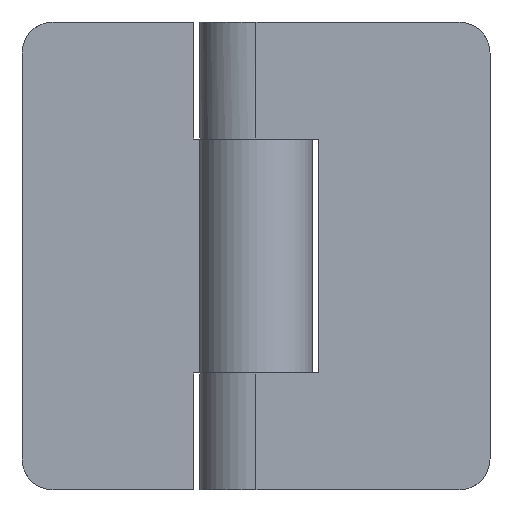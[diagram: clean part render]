
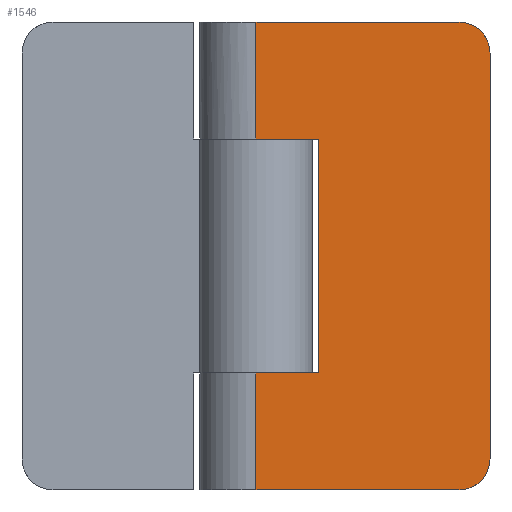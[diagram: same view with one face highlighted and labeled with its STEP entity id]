
A CAD part, front view. The second image highlights one B-rep face of the part: STEP entity #1546.
In plain terms, the highlighted free-form (B-spline) face has degree [1, 1] with [2, 2] control points.
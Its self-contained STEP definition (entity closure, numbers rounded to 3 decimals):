
#985=CARTESIAN_POINT('',(15.,-3.6,28.0));
#986=VERTEX_POINT('',#985);
#987=CARTESIAN_POINT('',(13.,-3.6,30.0));
#988=VERTEX_POINT('',#987);
#989=CARTESIAN_POINT('',(15.,-3.6,28.0));
#990=CARTESIAN_POINT('',(15.,-3.6,30.));
#991=CARTESIAN_POINT('',(13.,-3.6,30.0));
#999=(BOUNDED_CURVE()B_SPLINE_CURVE(2,(#989,#990,#991),.UNSPECIFIED.,.F.,.U.)CURVE()GEOMETRIC_REPRESENTATION_ITEM()QUASI_UNIFORM_CURVE()RATIONAL_B_SPLINE_CURVE((1.0,0.707,1.0))REPRESENTATION_ITEM(''));
#1000=EDGE_CURVE('',#986,#988,#999,.T.);
#1046=CARTESIAN_POINT('',(13.,-3.6,0.0));
#1047=VERTEX_POINT('',#1046);
#1048=CARTESIAN_POINT('',(15.,-3.6,2.0));
#1049=VERTEX_POINT('',#1048);
#1050=CARTESIAN_POINT('',(13.,-3.6,0.0));
#1051=CARTESIAN_POINT('',(15.,-3.6,0.0));
#1052=CARTESIAN_POINT('',(15.,-3.6,2.0));
#1060=(BOUNDED_CURVE()B_SPLINE_CURVE(2,(#1050,#1051,#1052),.UNSPECIFIED.,.F.,.U.)CURVE()GEOMETRIC_REPRESENTATION_ITEM()QUASI_UNIFORM_CURVE()RATIONAL_B_SPLINE_CURVE((1.0,0.707,1.0))REPRESENTATION_ITEM(''));
#1061=EDGE_CURVE('',#1047,#1049,#1060,.T.);
#1098=CARTESIAN_POINT('',(4.,-3.6,7.5));
#1099=VERTEX_POINT('',#1098);
#1100=CARTESIAN_POINT('',(0.,-3.6,7.5));
#1101=VERTEX_POINT('',#1100);
#1102=CARTESIAN_POINT('',(4.,-3.6,7.5));
#1103=CARTESIAN_POINT('',(0.,-3.6,7.5));
#1104=QUASI_UNIFORM_CURVE('',1,(#1102,#1103),.UNSPECIFIED.,.F.,.U.);
#1105=EDGE_CURVE('',#1099,#1101,#1104,.T.);
#1178=CARTESIAN_POINT('',(0.,-3.6,22.5));
#1179=VERTEX_POINT('',#1178);
#1234=CARTESIAN_POINT('',(4.,-3.6,22.5));
#1235=VERTEX_POINT('',#1234);
#1241=CARTESIAN_POINT('',(0.,-3.6,22.5));
#1242=CARTESIAN_POINT('',(4.,-3.6,22.5));
#1243=QUASI_UNIFORM_CURVE('',1,(#1241,#1242),.UNSPECIFIED.,.F.,.U.);
#1244=EDGE_CURVE('',#1179,#1235,#1243,.T.);
#1260=CARTESIAN_POINT('',(4.,-3.6,22.5));
#1261=CARTESIAN_POINT('',(4.,-3.6,7.5));
#1262=QUASI_UNIFORM_CURVE('',1,(#1260,#1261),.UNSPECIFIED.,.F.,.U.);
#1263=EDGE_CURVE('',#1235,#1099,#1262,.T.);
#1282=CARTESIAN_POINT('',(0.,-3.6,0.0));
#1283=VERTEX_POINT('',#1282);
#1284=CARTESIAN_POINT('',(0.,-3.6,0.0));
#1285=CARTESIAN_POINT('',(13.,-3.6,0.0));
#1286=QUASI_UNIFORM_CURVE('',1,(#1284,#1285),.UNSPECIFIED.,.F.,.U.);
#1287=EDGE_CURVE('',#1283,#1047,#1286,.T.);
#1344=CARTESIAN_POINT('',(0.,-3.6,30.0));
#1345=VERTEX_POINT('',#1344);
#1346=CARTESIAN_POINT('',(0.,-3.6,30.0));
#1347=CARTESIAN_POINT('',(13.,-3.6,30.0));
#1348=QUASI_UNIFORM_CURVE('',1,(#1346,#1347),.UNSPECIFIED.,.F.,.U.);
#1349=EDGE_CURVE('',#1345,#988,#1348,.T.);
#1414=CARTESIAN_POINT('',(15.,-3.6,28.0));
#1415=CARTESIAN_POINT('',(15.,-3.6,2.0));
#1416=QUASI_UNIFORM_CURVE('',1,(#1414,#1415),.UNSPECIFIED.,.F.,.U.);
#1417=EDGE_CURVE('',#986,#1049,#1416,.T.);
#1521=CARTESIAN_POINT('',(-0.749,-3.6,-1.498));
#1522=CARTESIAN_POINT('',(-0.749,-3.6,31.499));
#1523=CARTESIAN_POINT('',(15.749,-3.6,-1.498));
#1524=CARTESIAN_POINT('',(15.749,-3.6,31.499));
#1525=B_SPLINE_SURFACE_WITH_KNOTS('',1,1,((#1521,#1523),(#1522,#1524)),.UNSPECIFIED.,.F.,.F.,.U.,(2,2),(2,2),(0.0,32.997),(0.0,16.499),.UNSPECIFIED.);
#1526=ORIENTED_EDGE('',*,*,#1287,.T.);
#1527=ORIENTED_EDGE('',*,*,#1061,.T.);
#1528=ORIENTED_EDGE('',*,*,#1417,.F.);
#1529=ORIENTED_EDGE('',*,*,#1000,.T.);
#1530=ORIENTED_EDGE('',*,*,#1349,.F.);
#1531=CARTESIAN_POINT('',(0.,-3.6,30.0));
#1532=CARTESIAN_POINT('',(0.,-3.6,22.5));
#1533=QUASI_UNIFORM_CURVE('',1,(#1531,#1532),.UNSPECIFIED.,.F.,.U.);
#1534=EDGE_CURVE('',#1345,#1179,#1533,.T.);
#1535=ORIENTED_EDGE('',*,*,#1534,.T.);
#1536=ORIENTED_EDGE('',*,*,#1244,.T.);
#1537=ORIENTED_EDGE('',*,*,#1263,.T.);
#1538=ORIENTED_EDGE('',*,*,#1105,.T.);
#1539=CARTESIAN_POINT('',(0.,-3.6,7.5));
#1540=CARTESIAN_POINT('',(0.,-3.6,0.0));
#1541=QUASI_UNIFORM_CURVE('',1,(#1539,#1540),.UNSPECIFIED.,.F.,.U.);
#1542=EDGE_CURVE('',#1101,#1283,#1541,.T.);
#1543=ORIENTED_EDGE('',*,*,#1542,.T.);
#1544=EDGE_LOOP('',(#1526,#1527,#1528,#1529,#1530,#1535,#1536,#1537,#1538,#1543));
#1545=FACE_OUTER_BOUND('',#1544,.T.);
#1546=ADVANCED_FACE('',(#1545),#1525,.F.);
